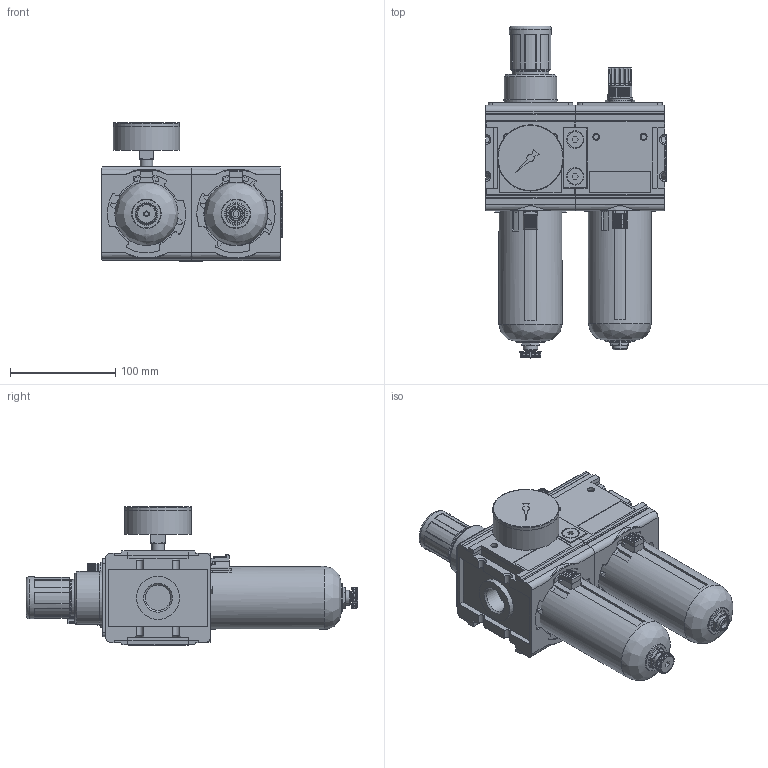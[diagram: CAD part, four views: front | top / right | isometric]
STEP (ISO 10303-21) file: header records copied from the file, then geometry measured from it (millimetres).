
FILE_DESCRIPTION( ( 'STEP AP203' ), ' ' );
FILE_NAME( '9.2844.046.stp', '2017-04-10T14:49:11', ( '' ), ( '' ), ' ', 'PARTsolutions', ' ' );
FILE_SCHEMA( ( 'CONFIG_CONTROL_DESIGN' ) );
Length unit declared in the file: millimetre
Products named in the file (11): 9.2844.046; _9.2144.046_part1; _90004.0210_p1; _90004.0210(0.50)_p4; _90004.0213_p3; _R.442_p2; _90004.0213_p1; _90004.0213(00)_p4; _L.44 B-1_p1; _KP 55-1; _9.9945.001_p2
Assembly tree (12 placements, depth 2):
  9.2844.046
    _9.2144.046_part1
    _90004.0210_p1
    _90004.0210(0.50)_p4
    _90004.0213_p3  x2
    _R.442_p2
    _90004.0213_p1
    _90004.0213(00)_p4
    _L.44 B-1_p1
    _KP 55-1
    _9.9945.001_p2  x2
Bounding box: 171.5 x 315.45 x 131.8 mm (x, y, z)
Volume: 2347949.1 mm3; surface area: 255151.1 mm2
Topology: 12 solids, 12 shells, 1317 faces, 3426 edges, 2233 vertices
Faces by surface type: plane 759, cylinder 398, torus 86, cone 57, sphere 15, bspline 2
Full cylindrical faces by diameter (mm): 4 x1, 4.917 x8, 6.3 x1, 6.5 x8, 8 x5, 8.566 x1, 10 x1, 11.445 x2, 12 x1, 14 x4, 15.24 x4, 16.5 x4, 19 x1, 19.844 x2, 20 x1, 20.5 x2, 22 x1, 24.117 x4, 24.5 x1, 27 x2, 35.5 x1, 36.2 x2, 40 x1, 41 x4, 45 x2, 50 x1, 50.65 x1, 51 x1, 55.6 x4, 59.8 x2
Entity records: 36577 total; most frequent: CARTESIAN_POINT 7597, DIRECTION 6077, ORIENTED_EDGE 5760, EDGE_CURVE 2880, AXIS2_PLACEMENT_3D 2206, VERTEX_POINT 1960, LINE 1665, VECTOR 1665
